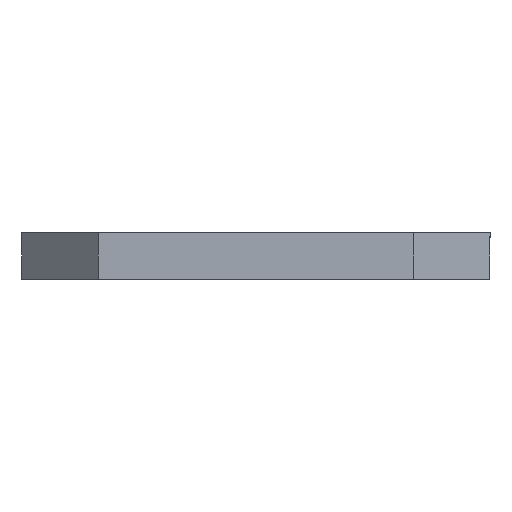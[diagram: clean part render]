
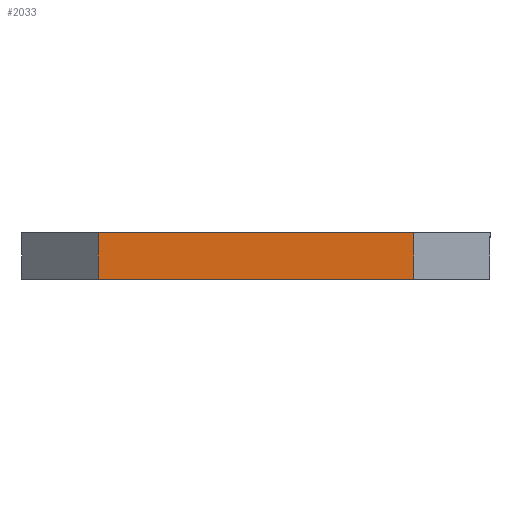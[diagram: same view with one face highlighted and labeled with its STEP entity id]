
A CAD part, left-side view. The second image highlights one B-rep face of the part: STEP entity #2033.
In plain terms, the highlighted planar face has unit normal (-1, 0, 0).
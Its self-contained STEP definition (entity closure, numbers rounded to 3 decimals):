
#333 = EDGE_CURVE ( 'NONE', #4692, #1623, #837, .T. ) ;
#493 = DIRECTION ( 'NONE',  ( -1., 0., 0. ) ) ;
#539 = VECTOR ( 'NONE', #4006, 1000. ) ;
#558 = CARTESIAN_POINT ( 'NONE',  ( 50., -51.6, 0. ) ) ;
#697 = VECTOR ( 'NONE', #4413, 1000. ) ;
#770 = EDGE_LOOP ( 'NONE', ( #1854, #4577, #3693, #3625 ) ) ;
#837 = LINE ( 'NONE', #2720, #2683 ) ;
#1110 = VECTOR ( 'NONE', #4819, 1000. ) ;
#1273 = LINE ( 'NONE', #4352, #1110 ) ;
#1274 = DIRECTION ( 'NONE',  ( 0., 0., 1. ) ) ;
#1623 = VERTEX_POINT ( 'NONE', #5730 ) ;
#1854 = ORIENTED_EDGE ( 'NONE', *, *, #3431, .F. ) ;
#2033 = ADVANCED_FACE ( 'NONE', ( #2134 ), #5260, .T. ) ;
#2100 = VERTEX_POINT ( 'NONE', #5016 ) ;
#2134 = FACE_OUTER_BOUND ( 'NONE', #770, .T. ) ;
#2419 = VERTEX_POINT ( 'NONE', #558 ) ;
#2683 = VECTOR ( 'NONE', #4480, 1000. ) ;
#2720 = CARTESIAN_POINT ( 'NONE',  ( 50., -58.2, 0.98 ) ) ;
#2779 = CARTESIAN_POINT ( 'NONE',  ( 50., -58.2, 0.98 ) ) ;
#3431 = EDGE_CURVE ( 'NONE', #2419, #1623, #1273, .T. ) ;
#3441 = AXIS2_PLACEMENT_3D ( 'NONE', #5344, #493, #1274 ) ;
#3625 = ORIENTED_EDGE ( 'NONE', *, *, #333, .T. ) ;
#3693 = ORIENTED_EDGE ( 'NONE', *, *, #4206, .T. ) ;
#4006 = DIRECTION ( 'NONE',  ( 0., 0., 1. ) ) ;
#4105 = LINE ( 'NONE', #5443, #539 ) ;
#4206 = EDGE_CURVE ( 'NONE', #2100, #4692, #4105, .T. ) ;
#4352 = CARTESIAN_POINT ( 'NONE',  ( 50., -51.6, 0. ) ) ;
#4413 = DIRECTION ( 'NONE',  ( 0., 1., 0. ) ) ;
#4480 = DIRECTION ( 'NONE',  ( 0., 1., 0. ) ) ;
#4577 = ORIENTED_EDGE ( 'NONE', *, *, #5348, .F. ) ;
#4692 = VERTEX_POINT ( 'NONE', #2779 ) ;
#4819 = DIRECTION ( 'NONE',  ( 0., 0., 1. ) ) ;
#4856 = CARTESIAN_POINT ( 'NONE',  ( 50., -54.9, 0. ) ) ;
#5016 = CARTESIAN_POINT ( 'NONE',  ( 50., -58.2, 0. ) ) ;
#5260 = PLANE ( 'NONE',  #3441 ) ;
#5266 = LINE ( 'NONE', #4856, #697 ) ;
#5344 = CARTESIAN_POINT ( 'NONE',  ( 50., -58.2, 0. ) ) ;
#5348 = EDGE_CURVE ( 'NONE', #2100, #2419, #5266, .T. ) ;
#5443 = CARTESIAN_POINT ( 'NONE',  ( 50., -58.2, 0. ) ) ;
#5730 = CARTESIAN_POINT ( 'NONE',  ( 50., -51.6, 0.98 ) ) ;
